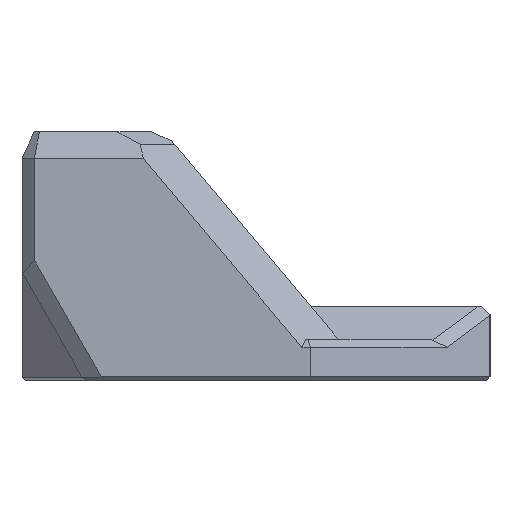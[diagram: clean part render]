
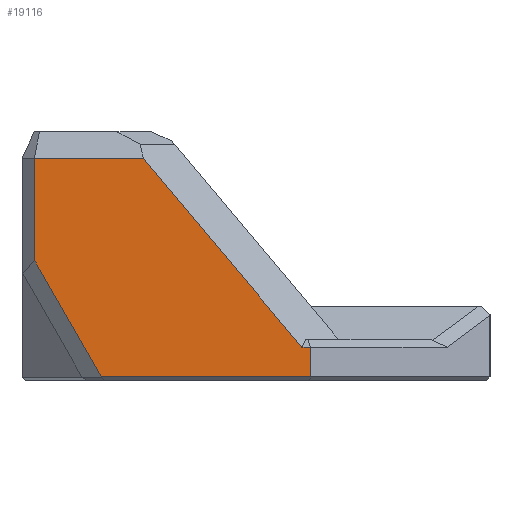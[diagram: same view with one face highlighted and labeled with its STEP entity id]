
A CAD part, left-side view. The second image highlights one B-rep face of the part: STEP entity #19116.
In plain terms, the highlighted planar face has unit normal (-1, 0, 0).
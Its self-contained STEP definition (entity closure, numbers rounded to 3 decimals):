
#540=PLANE('',#19946);
#1202=FACE_OUTER_BOUND('',#2318,.T.);
#2318=EDGE_LOOP('',(#14482,#14483,#14484,#14485,#14486,#14487,#14488));
#3587=LINE('',#30857,#5139);
#3615=LINE('',#30915,#5167);
#3617=LINE('',#30919,#5169);
#3618=LINE('',#30921,#5170);
#3619=LINE('',#30923,#5171);
#3620=LINE('',#30925,#5172);
#3621=LINE('',#30926,#5173);
#5139=VECTOR('',#21292,10.);
#5167=VECTOR('',#21342,10.);
#5169=VECTOR('',#21346,10.);
#5170=VECTOR('',#21347,10.);
#5171=VECTOR('',#21348,10.);
#5172=VECTOR('',#21349,10.);
#5173=VECTOR('',#21350,10.);
#8114=VERTEX_POINT('',#30854);
#8115=VERTEX_POINT('',#30856);
#8134=VERTEX_POINT('',#30914);
#8135=VERTEX_POINT('',#30918);
#8136=VERTEX_POINT('',#30920);
#8137=VERTEX_POINT('',#30922);
#8138=VERTEX_POINT('',#30924);
#10393=EDGE_CURVE('',#8114,#8115,#3587,.T.);
#10422=EDGE_CURVE('',#8115,#8134,#3615,.T.);
#10424=EDGE_CURVE('',#8114,#8135,#3617,.T.);
#10425=EDGE_CURVE('',#8136,#8135,#3618,.T.);
#10426=EDGE_CURVE('',#8137,#8136,#3619,.T.);
#10427=EDGE_CURVE('',#8138,#8137,#3620,.T.);
#10428=EDGE_CURVE('',#8134,#8138,#3621,.T.);
#14482=ORIENTED_EDGE('',*,*,#10393,.F.);
#14483=ORIENTED_EDGE('',*,*,#10424,.T.);
#14484=ORIENTED_EDGE('',*,*,#10425,.F.);
#14485=ORIENTED_EDGE('',*,*,#10426,.F.);
#14486=ORIENTED_EDGE('',*,*,#10427,.F.);
#14487=ORIENTED_EDGE('',*,*,#10428,.F.);
#14488=ORIENTED_EDGE('',*,*,#10422,.F.);
#19116=ADVANCED_FACE('',(#1202),#540,.T.);
#19946=AXIS2_PLACEMENT_3D('',#30917,#21344,#21345);
#21292=DIRECTION('',(0.,1.,0.));
#21342=DIRECTION('',(0.,0.497,0.868));
#21344=DIRECTION('center_axis',(-1.,0.,0.));
#21345=DIRECTION('ref_axis',(0.,-1.,0.));
#21346=DIRECTION('',(0.,0.,1.));
#21347=DIRECTION('',(0.,-1.,0.));
#21348=DIRECTION('',(0.,-0.643,-0.766));
#21349=DIRECTION('',(0.,-1.,0.));
#21350=DIRECTION('',(0.,0.,1.));
#30854=CARTESIAN_POINT('',(-75.07,-5.,0.4));
#30856=CARTESIAN_POINT('',(-75.07,20.376,0.4));
#30857=CARTESIAN_POINT('',(-75.07,15.8,0.4));
#30914=CARTESIAN_POINT('',(-75.07,28.5,14.593));
#30915=CARTESIAN_POINT('',(-75.07,19.859,-0.504));
#30917=CARTESIAN_POINT('Origin',(-75.07,30.,0.));
#30918=CARTESIAN_POINT('',(-75.07,-5.,4.));
#30919=CARTESIAN_POINT('',(-75.07,-5.,0.));
#30920=CARTESIAN_POINT('',(-75.07,-3.974,4.));
#30921=CARTESIAN_POINT('',(-75.07,7.05,4.));
#30922=CARTESIAN_POINT('',(-75.07,15.269,26.933));
#30923=CARTESIAN_POINT('',(-75.07,0.186,8.958));
#30924=CARTESIAN_POINT('',(-75.07,28.5,26.933));
#30925=CARTESIAN_POINT('',(-75.07,21.25,26.933));
#30926=CARTESIAN_POINT('',(-75.07,28.5,0.));
